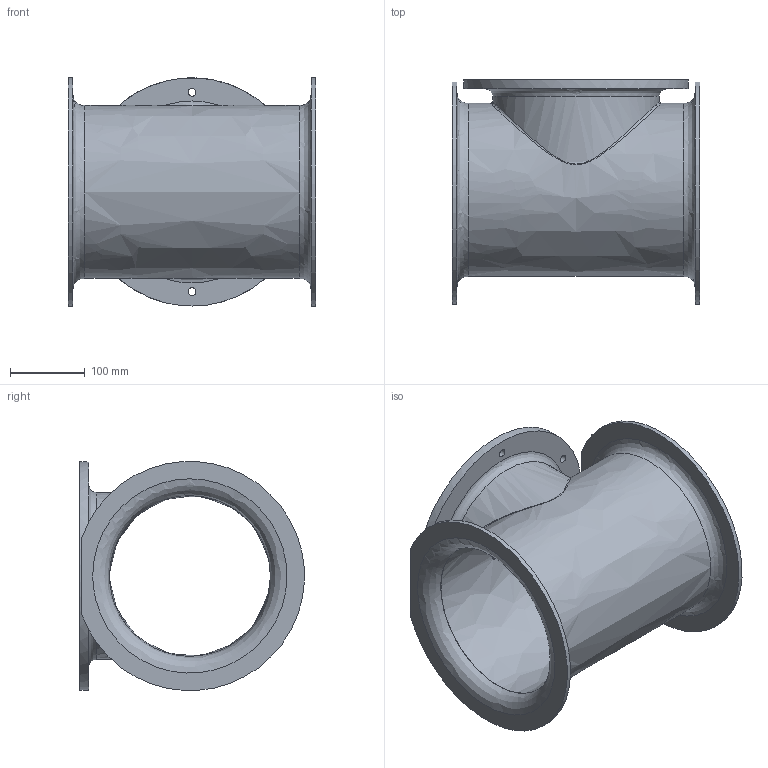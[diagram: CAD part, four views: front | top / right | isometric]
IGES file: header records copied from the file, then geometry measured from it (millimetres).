
Global section: file name: 90135i ; native system: Autodesk Inventor 2016; preprocessor: unknown; author: Elvira H.; date: 20160222.101656; units: millimetre
Bounding box: 330 x 299.71 x 305.36 mm (x, y, z)
Volume: 2886523.5 mm3; surface area: 721740.2 mm2
Topology: 1 solids, 1 shells, 44 faces, 122 edges, 90 vertices
Faces by surface type: bspline 44
